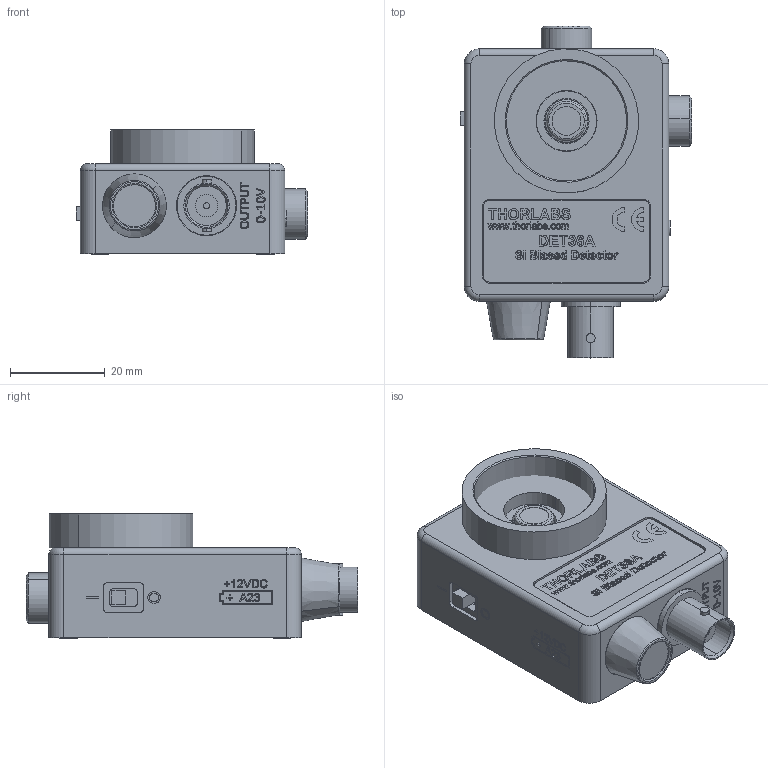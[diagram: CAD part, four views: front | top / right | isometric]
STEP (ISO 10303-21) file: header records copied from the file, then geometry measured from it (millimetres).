
FILE_DESCRIPTION (( 'STEP AP214' ), '1' );
FILE_NAME ('13051-E0W.step', '2007-11-13T07:08:13', ( ' ' ), ( ' ' ), 'SwSTEP 2.0', 'SolidWorks 2007', '' );
FILE_SCHEMA (( 'AUTOMOTIVE_DESIGN' ));
Length unit declared in the file: inch
Products named in the file (1): 13051-E0W
Bounding box: 48.83 x 70.12 x 26.2 mm (x, y, z)
Volume: 22528.5 mm3; surface area: 26594.8 mm2
Topology: 17 solids, 18 shells, 1957 faces, 5068 edges, 3323 vertices
Faces by surface type: plane 1089, bspline 479, cylinder 303, cone 60, torus 26
Entity records: 108159 total; most frequent: CARTESIAN_POINT 37289, ORIENTED_EDGE 10108, DIRECTION 7754, EDGE_CURVE 5054, VECTOR 3382, LINE 3382, VERTEX_POINT 3323, EDGE_LOOP 2197
